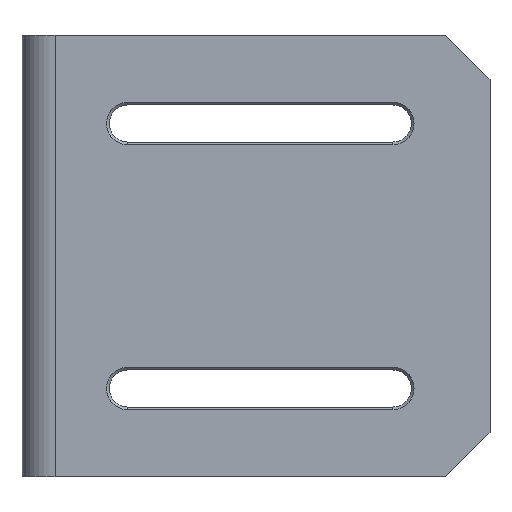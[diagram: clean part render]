
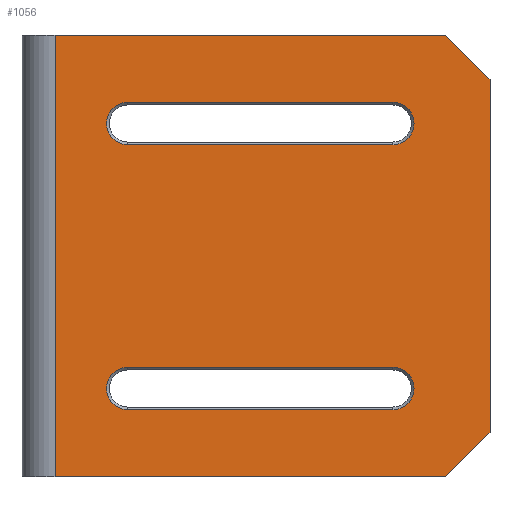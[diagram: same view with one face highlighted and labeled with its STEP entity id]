
A CAD part, front view. The second image highlights one B-rep face of the part: STEP entity #1056.
In plain terms, the highlighted planar face has unit normal (0, -1, 0).
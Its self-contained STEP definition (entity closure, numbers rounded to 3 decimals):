
#19 = CARTESIAN_POINT ( 'NONE',  ( 59., -3., -17.4 ) ) ;
#40 = EDGE_CURVE ( 'NONE', #2490, #758, #695, .T. ) ;
#44 = CARTESIAN_POINT ( 'NONE',  ( 89., -3., -17.4 ) ) ;
#73 = EDGE_CURVE ( 'NONE', #2604, #760, #401, .T. ) ;
#103 = DIRECTION ( 'NONE',  ( 1., 0., 0. ) ) ;
#112 = VECTOR ( 'NONE', #103, 1000. ) ;
#150 = LINE ( 'NONE', #977, #2245 ) ;
#165 = ORIENTED_EDGE ( 'NONE', *, *, #2516, .F. ) ;
#184 = DIRECTION ( 'NONE',  ( 0., 0., -1. ) ) ;
#230 = AXIS2_PLACEMENT_3D ( 'NONE', #1360, #2538, #184 ) ;
#234 = EDGE_CURVE ( 'NONE', #1293, #2604, #329, .T. ) ;
#238 = CARTESIAN_POINT ( 'NONE',  ( 50.757, -3., -25. ) ) ;
#253 = DIRECTION ( 'NONE',  ( 0., 0., -1. ) ) ;
#276 = CARTESIAN_POINT ( 'NONE',  ( 89., -3., 17.4 ) ) ;
#329 = CIRCLE ( 'NONE', #333, 2.4 ) ;
#333 = AXIS2_PLACEMENT_3D ( 'NONE', #577, #2222, #1288 ) ;
#336 = CARTESIAN_POINT ( 'NONE',  ( 50.757, -3., 25. ) ) ;
#345 = EDGE_CURVE ( 'NONE', #2543, #758, #2348, .T. ) ;
#389 = LINE ( 'NONE', #723, #2813 ) ;
#401 = LINE ( 'NONE', #2140, #2687 ) ;
#407 = EDGE_CURVE ( 'NONE', #760, #1741, #652, .T. ) ;
#416 = CARTESIAN_POINT ( 'NONE',  ( 59., -3., 17.4 ) ) ;
#446 = VERTEX_POINT ( 'NONE', #1193 ) ;
#531 = AXIS2_PLACEMENT_3D ( 'NONE', #2378, #2606, #253 ) ;
#577 = CARTESIAN_POINT ( 'NONE',  ( 59., -3., -15. ) ) ;
#612 = CARTESIAN_POINT ( 'NONE',  ( 0., -3., -25. ) ) ;
#630 = ORIENTED_EDGE ( 'NONE', *, *, #1662, .T. ) ;
#652 = CIRCLE ( 'NONE', #531, 2.4 ) ;
#673 = EDGE_CURVE ( 'NONE', #2254, #1956, #389, .T. ) ;
#685 = DIRECTION ( 'NONE',  ( -0.707, 0., 0.707 ) ) ;
#695 = LINE ( 'NONE', #2626, #1875 ) ;
#710 = ORIENTED_EDGE ( 'NONE', *, *, #2053, .F. ) ;
#719 = ORIENTED_EDGE ( 'NONE', *, *, #234, .T. ) ;
#723 = CARTESIAN_POINT ( 'NONE',  ( 59., -3., 12.6 ) ) ;
#732 = DIRECTION ( 'NONE',  ( 1., 0., 0. ) ) ;
#738 = EDGE_LOOP ( 'NONE', ( #719, #1859, #1604, #2828 ) ) ;
#758 = VERTEX_POINT ( 'NONE', #2171 ) ;
#760 = VERTEX_POINT ( 'NONE', #1913 ) ;
#797 = CARTESIAN_POINT ( 'NONE',  ( 59., -3., -12.6 ) ) ;
#878 = VERTEX_POINT ( 'NONE', #336 ) ;
#932 = EDGE_CURVE ( 'NONE', #1741, #1293, #2116, .T. ) ;
#973 = VECTOR ( 'NONE', #2518, 1000. ) ;
#977 = CARTESIAN_POINT ( 'NONE',  ( 50.757, -3., 0. ) ) ;
#996 = VECTOR ( 'NONE', #2257, 1000. ) ;
#1014 = VECTOR ( 'NONE', #2612, 1000. ) ;
#1027 = DIRECTION ( 'NONE',  ( 0., 1., 0. ) ) ;
#1056 = ADVANCED_FACE ( 'NONE', ( #2859, #1607, #1761 ), #1143, .T. ) ;
#1101 = CARTESIAN_POINT ( 'NONE',  ( 59., -3., -17.4 ) ) ;
#1107 = EDGE_CURVE ( 'NONE', #878, #446, #3012, .T. ) ;
#1143 = PLANE ( 'NONE',  #230 ) ;
#1170 = ORIENTED_EDGE ( 'NONE', *, *, #1247, .T. ) ;
#1193 = CARTESIAN_POINT ( 'NONE',  ( 95., -3., 25. ) ) ;
#1218 = EDGE_LOOP ( 'NONE', ( #710, #2135, #1970, #630, #2864, #165 ) ) ;
#1232 = CARTESIAN_POINT ( 'NONE',  ( 89., -3., 15. ) ) ;
#1247 = EDGE_CURVE ( 'NONE', #2831, #1943, #1289, .T. ) ;
#1288 = DIRECTION ( 'NONE',  ( 0., 0., -1. ) ) ;
#1289 = LINE ( 'NONE', #276, #1014 ) ;
#1293 = VERTEX_POINT ( 'NONE', #19 ) ;
#1360 = CARTESIAN_POINT ( 'NONE',  ( 0., -3., 0. ) ) ;
#1404 = EDGE_CURVE ( 'NONE', #1943, #2254, #1784, .T. ) ;
#1442 = ORIENTED_EDGE ( 'NONE', *, *, #2725, .T. ) ;
#1553 = VECTOR ( 'NONE', #685, 1000. ) ;
#1563 = DIRECTION ( 'NONE',  ( 0., 0., -1. ) ) ;
#1583 = ORIENTED_EDGE ( 'NONE', *, *, #1404, .T. ) ;
#1600 = CARTESIAN_POINT ( 'NONE',  ( 100., -3., 25. ) ) ;
#1604 = ORIENTED_EDGE ( 'NONE', *, *, #407, .T. ) ;
#1607 = FACE_BOUND ( 'NONE', #1689, .T. ) ;
#1622 = LINE ( 'NONE', #612, #996 ) ;
#1662 = EDGE_CURVE ( 'NONE', #2543, #446, #2957, .T. ) ;
#1689 = EDGE_LOOP ( 'NONE', ( #1583, #2443, #1442, #1170 ) ) ;
#1741 = VERTEX_POINT ( 'NONE', #44 ) ;
#1761 = FACE_OUTER_BOUND ( 'NONE', #1218, .T. ) ;
#1784 = CIRCLE ( 'NONE', #1981, 2.4 ) ;
#1853 = AXIS2_PLACEMENT_3D ( 'NONE', #2974, #2038, #1563 ) ;
#1859 = ORIENTED_EDGE ( 'NONE', *, *, #73, .T. ) ;
#1875 = VECTOR ( 'NONE', #2862, 1000. ) ;
#1913 = CARTESIAN_POINT ( 'NONE',  ( 89., -3., -12.6 ) ) ;
#1943 = VERTEX_POINT ( 'NONE', #2308 ) ;
#1956 = VERTEX_POINT ( 'NONE', #2263 ) ;
#1970 = ORIENTED_EDGE ( 'NONE', *, *, #345, .F. ) ;
#1981 = AXIS2_PLACEMENT_3D ( 'NONE', #1232, #1027, #2666 ) ;
#2022 = CIRCLE ( 'NONE', #1853, 2.4 ) ;
#2038 = DIRECTION ( 'NONE',  ( 0., 1., 0. ) ) ;
#2053 = EDGE_CURVE ( 'NONE', #2490, #2993, #1622, .T. ) ;
#2116 = LINE ( 'NONE', #1101, #973 ) ;
#2121 = CARTESIAN_POINT ( 'NONE',  ( 60., -3., 60. ) ) ;
#2135 = ORIENTED_EDGE ( 'NONE', *, *, #40, .T. ) ;
#2140 = CARTESIAN_POINT ( 'NONE',  ( 89., -3., -12.6 ) ) ;
#2163 = DIRECTION ( 'NONE',  ( 0., 0., 1. ) ) ;
#2171 = CARTESIAN_POINT ( 'NONE',  ( 100., -3., -20. ) ) ;
#2201 = CARTESIAN_POINT ( 'NONE',  ( 0., -3., 25. ) ) ;
#2222 = DIRECTION ( 'NONE',  ( 0., 1., 0. ) ) ;
#2228 = CARTESIAN_POINT ( 'NONE',  ( 100., -3., 20. ) ) ;
#2245 = VECTOR ( 'NONE', #2163, 1000. ) ;
#2254 = VERTEX_POINT ( 'NONE', #2568 ) ;
#2257 = DIRECTION ( 'NONE',  ( -1., 0., 0. ) ) ;
#2263 = CARTESIAN_POINT ( 'NONE',  ( 59., -3., 12.6 ) ) ;
#2308 = CARTESIAN_POINT ( 'NONE',  ( 89., -3., 17.4 ) ) ;
#2348 = LINE ( 'NONE', #1600, #2724 ) ;
#2378 = CARTESIAN_POINT ( 'NONE',  ( 89., -3., -15. ) ) ;
#2399 = DIRECTION ( 'NONE',  ( -1., 0., 0. ) ) ;
#2443 = ORIENTED_EDGE ( 'NONE', *, *, #673, .T. ) ;
#2490 = VERTEX_POINT ( 'NONE', #2854 ) ;
#2516 = EDGE_CURVE ( 'NONE', #2993, #878, #150, .T. ) ;
#2518 = DIRECTION ( 'NONE',  ( -1., 0., 0. ) ) ;
#2538 = DIRECTION ( 'NONE',  ( 0., -1., 0. ) ) ;
#2543 = VERTEX_POINT ( 'NONE', #2228 ) ;
#2568 = CARTESIAN_POINT ( 'NONE',  ( 89., -3., 12.6 ) ) ;
#2604 = VERTEX_POINT ( 'NONE', #797 ) ;
#2606 = DIRECTION ( 'NONE',  ( 0., 1., 0. ) ) ;
#2612 = DIRECTION ( 'NONE',  ( 1., 0., 0. ) ) ;
#2626 = CARTESIAN_POINT ( 'NONE',  ( 60., -3., -60. ) ) ;
#2666 = DIRECTION ( 'NONE',  ( 0., 0., -1. ) ) ;
#2687 = VECTOR ( 'NONE', #732, 1000. ) ;
#2724 = VECTOR ( 'NONE', #2979, 1000. ) ;
#2725 = EDGE_CURVE ( 'NONE', #1956, #2831, #2022, .T. ) ;
#2813 = VECTOR ( 'NONE', #2399, 1000. ) ;
#2828 = ORIENTED_EDGE ( 'NONE', *, *, #932, .T. ) ;
#2831 = VERTEX_POINT ( 'NONE', #416 ) ;
#2854 = CARTESIAN_POINT ( 'NONE',  ( 95., -3., -25. ) ) ;
#2859 = FACE_BOUND ( 'NONE', #738, .T. ) ;
#2862 = DIRECTION ( 'NONE',  ( 0.707, 0., 0.707 ) ) ;
#2864 = ORIENTED_EDGE ( 'NONE', *, *, #1107, .F. ) ;
#2957 = LINE ( 'NONE', #2121, #1553 ) ;
#2974 = CARTESIAN_POINT ( 'NONE',  ( 59., -3., 15. ) ) ;
#2979 = DIRECTION ( 'NONE',  ( 0., 0., -1. ) ) ;
#2993 = VERTEX_POINT ( 'NONE', #238 ) ;
#3012 = LINE ( 'NONE', #2201, #112 ) ;
